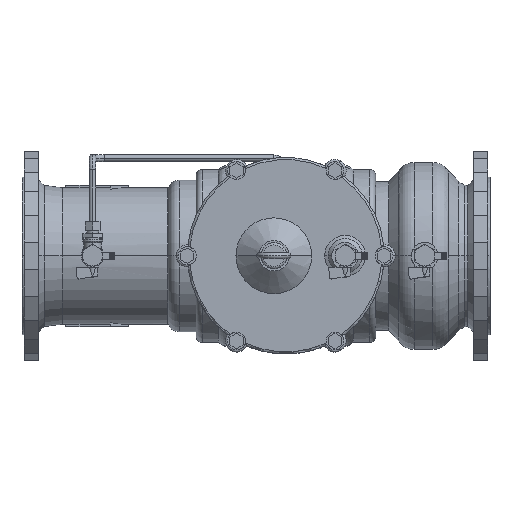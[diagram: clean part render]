
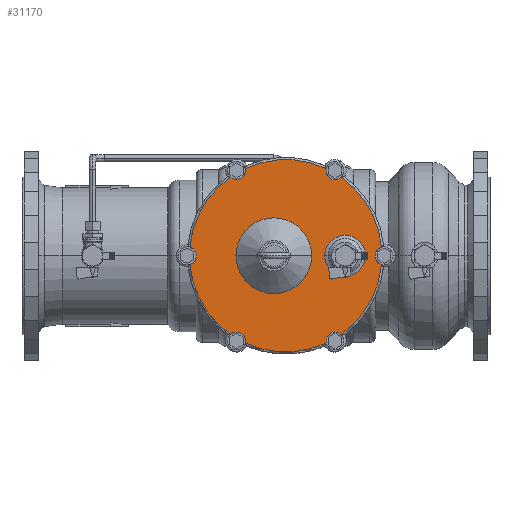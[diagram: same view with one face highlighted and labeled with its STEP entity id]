
A CAD part, top view. The second image highlights one B-rep face of the part: STEP entity #31170.
In plain terms, the highlighted planar face has unit normal (0, 0, 1).
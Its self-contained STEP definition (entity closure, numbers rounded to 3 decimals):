
#14094=EDGE_CURVE('',#38142,#38262,#40825,.T.);
#14618=EDGE_CURVE('',#16726,#22366,#41390,.T.);
#14628=VERTEX_POINT('',#41400);
#14740=VERTEX_POINT('',#41521);
#16726=VERTEX_POINT('',#43691);
#16912=VERTEX_POINT('',#43895);
#17420=VERTEX_POINT('',#44457);
#18576=EDGE_CURVE('',#22366,#27480,#45708,.T.);
#19230=VERTEX_POINT('',#46412);
#19332=EDGE_CURVE('',#27480,#16912,#46522,.T.);
#19926=EDGE_CURVE('',#20794,#27858,#47162,.T.);
#20794=VERTEX_POINT('',#48106);
#21090=EDGE_CURVE('',#17420,#38060,#48423,.T.);
#21336=VERTEX_POINT('',#48688);
#21350=VERTEX_POINT('',#48705);
#21578=EDGE_CURVE('',#23010,#19230,#48955,.T.);
#21862=EDGE_CURVE('',#27858,#14740,#49266,.T.);
#22366=VERTEX_POINT('',#49811);
#22376=EDGE_CURVE('',#27868,#37434,#49821,.T.);
#23010=VERTEX_POINT('',#50517);
#23940=VERTEX_POINT('',#51526);
#24506=VERTEX_POINT('',#52154);
#26910=VERTEX_POINT('',#54751);
#27110=EDGE_CURVE('',#26910,#14628,#54972,.T.);
#27480=VERTEX_POINT('',#55376);
#27680=EDGE_CURVE('',#14628,#17420,#55600,.T.);
#27858=VERTEX_POINT('',#55799);
#27868=VERTEX_POINT('',#55810);
#28520=EDGE_CURVE('',#16912,#23010,#56517,.T.);
#28722=EDGE_CURVE('',#21336,#27868,#56735,.T.);
#29602=EDGE_CURVE('',#14740,#24506,#57710,.T.);
#30024=VERTEX_POINT('',#58182);
#31170=ADVANCED_FACE('',(#59431,#59432,#59433),#59434,.T.);
#33166=EDGE_CURVE('',#23940,#21350,#61608,.T.);
#34190=EDGE_CURVE('',#24506,#16726,#62705,.T.);
#35602=EDGE_CURVE('',#19230,#26910,#64240,.T.);
#35792=EDGE_CURVE('',#30024,#21336,#64456,.T.);
#36818=EDGE_CURVE('',#38060,#30024,#65583,.T.);
#37434=VERTEX_POINT('',#66249);
#37988=EDGE_CURVE('',#38262,#38142,#66856,.T.);
#38060=VERTEX_POINT('',#66930);
#38142=VERTEX_POINT('',#67018);
#38262=VERTEX_POINT('',#67146);
#38762=EDGE_CURVE('',#21350,#23940,#67687,.T.);
#39284=EDGE_CURVE('',#37434,#20794,#68254,.T.);
#40825=CIRCLE('',#70315,27.5);
#41390=CIRCLE('',#71141,12.);
#41400=CARTESIAN_POINT('',(-54.557,-117.447,173.0));
#41521=CARTESIAN_POINT('',(54.557,117.447,173.0));
#43691=CARTESIAN_POINT('',(-60.25,104.356,173.0));
#43895=CARTESIAN_POINT('',(-120.5,0.,173.0));
#44457=CARTESIAN_POINT('',(54.557,-117.447,173.0));
#45708=CIRCLE('',#77461,129.5);
#46412=CARTESIAN_POINT('',(-74.433,-105.971,173.0));
#46522=CIRCLE('',#78745,12.0);
#47162=CIRCLE('',#79707,12.);
#48106=CARTESIAN_POINT('',(74.433,105.971,173.0));
#48423=CIRCLE('',#81558,12.);
#48688=CARTESIAN_POINT('',(128.991,-11.475,173.0));
#48705=CARTESIAN_POINT('',(-67.0,0.,173.0));
#48955=CIRCLE('',#82359,129.5);
#49266=CIRCLE('',#82802,12.);
#49811=CARTESIAN_POINT('',(-74.433,105.971,173.0));
#49821=CIRCLE('',#83700,12.0);
#50517=CARTESIAN_POINT('',(-128.991,-11.475,173.0));
#51526=CARTESIAN_POINT('',(35.0,0.0,173.0));
#52154=CARTESIAN_POINT('',(-54.557,117.447,173.0));
#54751=CARTESIAN_POINT('',(-60.25,-104.356,173.0));
#54972=CIRCLE('',#92020,12.);
#55376=CARTESIAN_POINT('',(-128.991,11.475,173.0));
#55600=CIRCLE('',#92903,129.5);
#55799=CARTESIAN_POINT('',(60.25,104.356,173.0));
#55810=CARTESIAN_POINT('',(120.5,0.,173.0));
#56517=CIRCLE('',#94214,12.0);
#56735=CIRCLE('',#94570,12.0);
#57710=CIRCLE('',#95962,129.5);
#58182=CARTESIAN_POINT('',(74.433,-105.971,173.0));
#59431=FACE_OUTER_BOUND('',#98754,.T.);
#59432=FACE_BOUND('',#98755,.T.);
#59433=FACE_BOUND('',#98756,.T.);
#59434=PLANE('',#98757);
#61608=CIRCLE('',#101928,51.0);
#62705=CIRCLE('',#103515,12.);
#64240=CIRCLE('',#106034,12.);
#64456=CIRCLE('',#106323,129.5);
#65583=CIRCLE('',#107984,12.);
#66249=CARTESIAN_POINT('',(128.991,11.475,173.0));
#66856=CIRCLE('',#110259,27.5);
#66930=CARTESIAN_POINT('',(60.25,-104.356,173.0));
#67018=CARTESIAN_POINT('',(107.5,0.0,173.0));
#67146=CARTESIAN_POINT('',(52.5,0.,173.0));
#67687=CIRCLE('',#111508,51.0);
#68254=CIRCLE('',#112308,129.5);
#70315=AXIS2_PLACEMENT_3D('',#114526,#114527,#114528);
#71141=AXIS2_PLACEMENT_3D('',#115106,#115107,#115108);
#77461=AXIS2_PLACEMENT_3D('',#120458,#120459,#120460);
#78745=AXIS2_PLACEMENT_3D('',#121204,#121205,#121206);
#79707=AXIS2_PLACEMENT_3D('',#121849,#121850,#121851);
#81558=AXIS2_PLACEMENT_3D('',#123064,#123065,#123066);
#82359=AXIS2_PLACEMENT_3D('',#123642,#123643,#123644);
#82802=AXIS2_PLACEMENT_3D('',#124008,#124009,#124010);
#83700=AXIS2_PLACEMENT_3D('',#124508,#124509,#124510);
#92020=AXIS2_PLACEMENT_3D('',#129784,#129785,#129786);
#92903=AXIS2_PLACEMENT_3D('',#130548,#130549,#130550);
#94214=AXIS2_PLACEMENT_3D('',#131540,#131541,#131542);
#94570=AXIS2_PLACEMENT_3D('',#131761,#131762,#131763);
#95962=AXIS2_PLACEMENT_3D('',#133100,#133101,#133102);
#98754=EDGE_LOOP('',(#134925,#134926,#134927,#134928,#134929,#134930,#134931,#134932,#134933,#134934,#134935,#134936,#134937,#134938,#134939,#134940,#134941,#134942));
#98755=EDGE_LOOP('',(#134943,#134944));
#98756=EDGE_LOOP('',(#134945,#134946));
#98757=AXIS2_PLACEMENT_3D('',#134947,#134948,#134949);
#101928=AXIS2_PLACEMENT_3D('',#137162,#137163,#137164);
#103515=AXIS2_PLACEMENT_3D('',#138178,#138179,#138180);
#106034=AXIS2_PLACEMENT_3D('',#139774,#139775,#139776);
#106323=AXIS2_PLACEMENT_3D('',#140088,#140089,#140090);
#107984=AXIS2_PLACEMENT_3D('',#141249,#141250,#141251);
#110259=AXIS2_PLACEMENT_3D('',#142604,#142605,#142606);
#111508=AXIS2_PLACEMENT_3D('',#143410,#143411,#143412);
#112308=AXIS2_PLACEMENT_3D('',#143937,#143938,#143939);
#114526=CARTESIAN_POINT('',(80.0,0.0,173.0));
#114527=DIRECTION('',(0.0,0.0,1.0));
#114528=DIRECTION('',(1.0,0.0,0.0));
#115106=CARTESIAN_POINT('',(-66.25,114.748,173.0));
#115107=DIRECTION('',(0.0,0.0,-1.0));
#115108=DIRECTION('',(0.5,-0.866,0.0));
#120458=CARTESIAN_POINT('',(0.0,0.0,173.0));
#120459=DIRECTION('',(0.0,0.0,1.0));
#120460=DIRECTION('',(1.0,0.0,0.0));
#121204=CARTESIAN_POINT('',(-132.5,0.0,173.0));
#121205=DIRECTION('',(0.0,0.0,-1.0));
#121206=DIRECTION('',(1.0,0.0,0.0));
#121849=CARTESIAN_POINT('',(66.25,114.748,173.0));
#121850=DIRECTION('',(0.0,0.0,-1.0));
#121851=DIRECTION('',(-0.5,-0.866,0.0));
#123064=CARTESIAN_POINT('',(66.25,-114.748,173.0));
#123065=DIRECTION('',(0.0,0.0,-1.0));
#123066=DIRECTION('',(-0.5,0.866,0.0));
#123642=CARTESIAN_POINT('',(0.0,0.0,173.0));
#123643=DIRECTION('',(0.0,0.0,1.0));
#123644=DIRECTION('',(1.0,0.0,0.0));
#124008=CARTESIAN_POINT('',(66.25,114.748,173.0));
#124009=DIRECTION('',(0.0,0.0,-1.0));
#124010=DIRECTION('',(-0.5,-0.866,0.0));
#124508=CARTESIAN_POINT('',(132.5,0.0,173.0));
#124509=DIRECTION('',(0.0,0.0,-1.0));
#124510=DIRECTION('',(-1.0,0.0,0.0));
#129784=CARTESIAN_POINT('',(-66.25,-114.748,173.0));
#129785=DIRECTION('',(0.0,0.0,-1.0));
#129786=DIRECTION('',(0.5,0.866,0.0));
#130548=CARTESIAN_POINT('',(0.0,0.0,173.0));
#130549=DIRECTION('',(0.0,0.0,1.0));
#130550=DIRECTION('',(1.0,0.0,0.0));
#131540=CARTESIAN_POINT('',(-132.5,0.0,173.0));
#131541=DIRECTION('',(0.0,0.0,-1.0));
#131542=DIRECTION('',(1.0,0.0,0.0));
#131761=CARTESIAN_POINT('',(132.5,0.0,173.0));
#131762=DIRECTION('',(0.0,0.0,-1.0));
#131763=DIRECTION('',(-1.0,0.0,0.0));
#133100=CARTESIAN_POINT('',(0.0,0.0,173.0));
#133101=DIRECTION('',(0.0,0.0,1.0));
#133102=DIRECTION('',(1.0,0.0,0.0));
#134925=ORIENTED_EDGE('',*,*,#19332,.T.);
#134926=ORIENTED_EDGE('',*,*,#28520,.T.);
#134927=ORIENTED_EDGE('',*,*,#21578,.T.);
#134928=ORIENTED_EDGE('',*,*,#35602,.T.);
#134929=ORIENTED_EDGE('',*,*,#27110,.T.);
#134930=ORIENTED_EDGE('',*,*,#27680,.T.);
#134931=ORIENTED_EDGE('',*,*,#21090,.T.);
#134932=ORIENTED_EDGE('',*,*,#36818,.T.);
#134933=ORIENTED_EDGE('',*,*,#35792,.T.);
#134934=ORIENTED_EDGE('',*,*,#28722,.T.);
#134935=ORIENTED_EDGE('',*,*,#22376,.T.);
#134936=ORIENTED_EDGE('',*,*,#39284,.T.);
#134937=ORIENTED_EDGE('',*,*,#19926,.T.);
#134938=ORIENTED_EDGE('',*,*,#21862,.T.);
#134939=ORIENTED_EDGE('',*,*,#29602,.T.);
#134940=ORIENTED_EDGE('',*,*,#34190,.T.);
#134941=ORIENTED_EDGE('',*,*,#14618,.T.);
#134942=ORIENTED_EDGE('',*,*,#18576,.T.);
#134943=ORIENTED_EDGE('',*,*,#14094,.F.);
#134944=ORIENTED_EDGE('',*,*,#37988,.F.);
#134945=ORIENTED_EDGE('',*,*,#33166,.F.);
#134946=ORIENTED_EDGE('',*,*,#38762,.F.);
#134947=CARTESIAN_POINT('',(0.0,0.0,173.0));
#134948=DIRECTION('',(0.0,0.0,1.0));
#134949=DIRECTION('',(1.0,0.0,0.0));
#137162=CARTESIAN_POINT('',(-16.0,0.0,173.0));
#137163=DIRECTION('',(0.0,0.0,1.0));
#137164=DIRECTION('',(1.0,0.0,0.0));
#138178=CARTESIAN_POINT('',(-66.25,114.748,173.0));
#138179=DIRECTION('',(0.0,0.0,-1.0));
#138180=DIRECTION('',(0.5,-0.866,0.0));
#139774=CARTESIAN_POINT('',(-66.25,-114.748,173.0));
#139775=DIRECTION('',(0.0,0.0,-1.0));
#139776=DIRECTION('',(0.5,0.866,0.0));
#140088=CARTESIAN_POINT('',(0.0,0.0,173.0));
#140089=DIRECTION('',(0.0,0.0,1.0));
#140090=DIRECTION('',(1.0,0.0,0.0));
#141249=CARTESIAN_POINT('',(66.25,-114.748,173.0));
#141250=DIRECTION('',(0.0,0.0,-1.0));
#141251=DIRECTION('',(-0.5,0.866,0.0));
#142604=CARTESIAN_POINT('',(80.0,0.0,173.0));
#142605=DIRECTION('',(0.0,0.0,1.0));
#142606=DIRECTION('',(1.0,0.0,0.0));
#143410=CARTESIAN_POINT('',(-16.0,0.0,173.0));
#143411=DIRECTION('',(0.0,0.0,1.0));
#143412=DIRECTION('',(1.0,0.0,0.0));
#143937=CARTESIAN_POINT('',(0.0,0.0,173.0));
#143938=DIRECTION('',(0.0,0.0,1.0));
#143939=DIRECTION('',(1.0,0.0,0.0));
